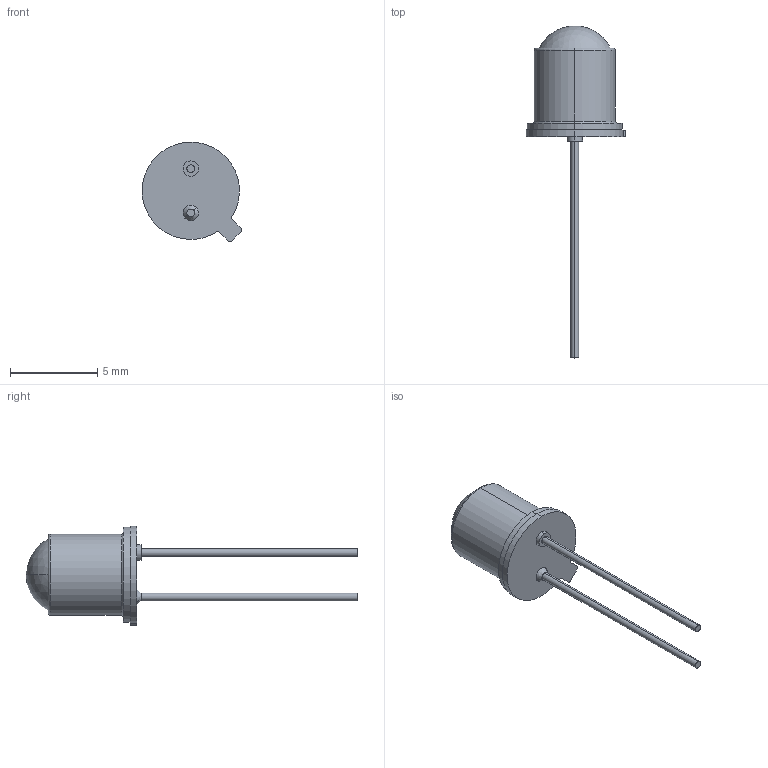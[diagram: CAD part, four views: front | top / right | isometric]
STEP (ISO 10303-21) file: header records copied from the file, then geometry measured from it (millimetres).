
FILE_DESCRIPTION (( 'STEP AP203' ), '1' );
FILE_NAME ('OP233.STEP', '2013-10-09T13:52:04', ( 'optek' ), ( '' ), 'SwSTEP 2.0', 'SolidWorks 2013', '' );
FILE_SCHEMA (( 'CONFIG_CONTROL_DESIGN' ));
Length unit declared in the file: inch
Products named in the file (1): OP233
Bounding box: 5.73 x 19.05 x 5.73 mm (x, y, z)
Volume: 105.5 mm3; surface area: 167.1 mm2
Topology: 1 solids, 1 shells, 35 faces, 78 edges, 51 vertices
Faces by surface type: cylinder 17, plane 10, torus 4, bspline 2, sphere 2
Entity records: 1093 total; most frequent: DIRECTION 194, CARTESIAN_POINT 193, ORIENTED_EDGE 156, AXIS2_PLACEMENT_3D 84, EDGE_CURVE 78, VERTEX_POINT 51, CIRCLE 50, EDGE_LOOP 41
